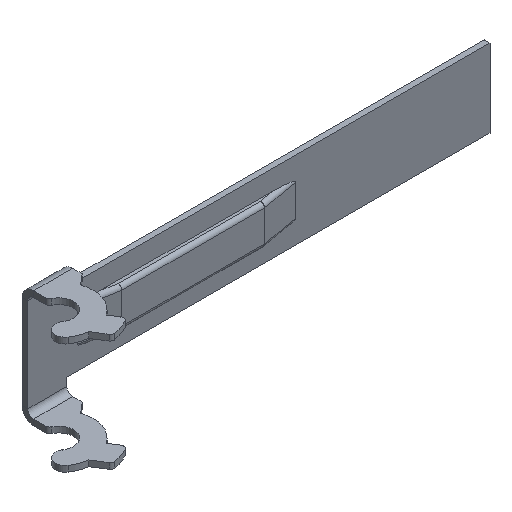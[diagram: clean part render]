
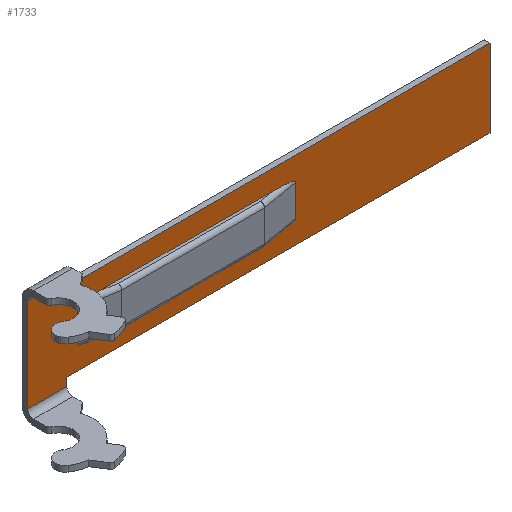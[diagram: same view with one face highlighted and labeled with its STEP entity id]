
A CAD part, isometric view. The second image highlights one B-rep face of the part: STEP entity #1733.
In plain terms, the highlighted planar face has unit normal (0, -1, 0).
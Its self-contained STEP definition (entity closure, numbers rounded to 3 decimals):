
#67=DIRECTION('',(1.,0.,0.));
#68=VECTOR('',#67,2.);
#69=CARTESIAN_POINT('',(0.2,1.79,-2.4));
#70=LINE('',#69,#68);
#274=DIRECTION('',(0.,0.,-1.));
#275=VECTOR('',#274,4.8);
#276=CARTESIAN_POINT('',(0.2,1.79,2.4));
#277=LINE('',#276,#275);
#295=DIRECTION('',(1.,0.,0.));
#296=VECTOR('',#295,2.);
#297=CARTESIAN_POINT('',(0.2,1.79,2.4));
#298=LINE('',#297,#296);
#498=DIRECTION('',(0.,0.,-1.));
#499=VECTOR('',#498,0.4);
#500=CARTESIAN_POINT('',(2.2,1.79,2.4));
#501=LINE('',#500,#499);
#502=DIRECTION('',(-1.,0.,0.));
#503=VECTOR('',#502,21.709);
#504=CARTESIAN_POINT('',(23.909,1.79,2.));
#505=LINE('',#504,#503);
#506=DIRECTION('',(0.,0.,-1.));
#507=VECTOR('',#506,4.);
#508=CARTESIAN_POINT('',(23.909,1.79,2.));
#509=LINE('',#508,#507);
#510=DIRECTION('',(-1.,0.,0.));
#511=VECTOR('',#510,21.709);
#512=CARTESIAN_POINT('',(23.909,1.79,-2.));
#513=LINE('',#512,#511);
#514=DIRECTION('',(0.,0.,1.));
#515=VECTOR('',#514,0.4);
#516=CARTESIAN_POINT('',(2.2,1.79,-2.4));
#517=LINE('',#516,#515);
#518=DIRECTION('',(1.,0.,0.));
#519=VECTOR('',#518,8.886);
#520=CARTESIAN_POINT('',(3.897,1.79,1.));
#521=LINE('',#520,#519);
#522=DIRECTION('',(0.,0.,1.));
#523=VECTOR('',#522,1.6);
#524=CARTESIAN_POINT('',(2.746,1.79,-0.8));
#525=LINE('',#524,#523);
#526=DIRECTION('',(1.,0.,0.));
#527=VECTOR('',#526,8.886);
#528=CARTESIAN_POINT('',(3.897,1.79,-1.));
#529=LINE('',#528,#527);
#530=DIRECTION('',(0.,0.,1.));
#531=VECTOR('',#530,1.6);
#532=CARTESIAN_POINT('',(13.935,1.79,-0.8));
#533=LINE('',#532,#531);
#562=CARTESIAN_POINT('',(12.783,1.79,1.));
#563=CARTESIAN_POINT('',(12.896,1.79,1.));
#564=CARTESIAN_POINT('',(13.061,1.79,0.996));
#565=CARTESIAN_POINT('',(13.272,1.79,0.982));
#566=CARTESIAN_POINT('',(13.426,1.79,0.967));
#567=CARTESIAN_POINT('',(13.575,1.79,0.947));
#568=CARTESIAN_POINT('',(13.693,1.79,0.924));
#569=CARTESIAN_POINT('',(13.782,1.79,0.9));
#570=CARTESIAN_POINT('',(13.845,1.79,0.879));
#571=CARTESIAN_POINT('',(13.893,1.79,0.856));
#572=CARTESIAN_POINT('',(13.923,1.79,0.83));
#573=CARTESIAN_POINT('',(13.935,1.79,0.814));
#574=CARTESIAN_POINT('',(13.935,1.79,0.8));
#592=CARTESIAN_POINT('',(13.935,1.79,-0.8));
#593=CARTESIAN_POINT('',(13.935,1.79,-0.814));
#594=CARTESIAN_POINT('',(13.923,1.79,-0.83));
#595=CARTESIAN_POINT('',(13.893,1.79,-0.856));
#596=CARTESIAN_POINT('',(13.845,1.79,-0.879));
#597=CARTESIAN_POINT('',(13.782,1.79,-0.9));
#598=CARTESIAN_POINT('',(13.693,1.79,-0.924));
#599=CARTESIAN_POINT('',(13.575,1.79,-0.947));
#600=CARTESIAN_POINT('',(13.426,1.79,-0.967));
#601=CARTESIAN_POINT('',(13.272,1.79,-0.982));
#602=CARTESIAN_POINT('',(13.061,1.79,-0.996));
#603=CARTESIAN_POINT('',(12.896,1.79,-1.));
#604=CARTESIAN_POINT('',(12.783,1.79,-1.));
#634=CARTESIAN_POINT('',(3.897,1.79,-1.));
#635=CARTESIAN_POINT('',(3.785,1.79,-1.));
#636=CARTESIAN_POINT('',(3.62,1.79,-0.996));
#637=CARTESIAN_POINT('',(3.408,1.79,-0.982));
#638=CARTESIAN_POINT('',(3.254,1.79,-0.967));
#639=CARTESIAN_POINT('',(3.106,1.79,-0.947));
#640=CARTESIAN_POINT('',(2.988,1.79,-0.924));
#641=CARTESIAN_POINT('',(2.898,1.79,-0.9));
#642=CARTESIAN_POINT('',(2.836,1.79,-0.879));
#643=CARTESIAN_POINT('',(2.788,1.79,-0.856));
#644=CARTESIAN_POINT('',(2.757,1.79,-0.83));
#645=CARTESIAN_POINT('',(2.746,1.79,-0.814));
#646=CARTESIAN_POINT('',(2.746,1.79,-0.8));
#660=CARTESIAN_POINT('',(2.746,1.79,0.8));
#661=CARTESIAN_POINT('',(2.746,1.79,0.814));
#662=CARTESIAN_POINT('',(2.757,1.79,0.83));
#663=CARTESIAN_POINT('',(2.788,1.79,0.856));
#664=CARTESIAN_POINT('',(2.836,1.79,0.879));
#665=CARTESIAN_POINT('',(2.898,1.79,0.9));
#666=CARTESIAN_POINT('',(2.988,1.79,0.924));
#667=CARTESIAN_POINT('',(3.106,1.79,0.947));
#668=CARTESIAN_POINT('',(3.254,1.79,0.967));
#669=CARTESIAN_POINT('',(3.408,1.79,0.982));
#670=CARTESIAN_POINT('',(3.62,1.79,0.996));
#671=CARTESIAN_POINT('',(3.785,1.79,1.));
#672=CARTESIAN_POINT('',(3.897,1.79,1.));
#798=CARTESIAN_POINT('',(23.909,1.79,2.));
#799=CARTESIAN_POINT('',(2.2,1.79,2.));
#800=VERTEX_POINT('',#798);
#801=VERTEX_POINT('',#799);
#802=CARTESIAN_POINT('',(23.909,1.79,-2.));
#803=CARTESIAN_POINT('',(2.2,1.79,-2.));
#804=VERTEX_POINT('',#802);
#805=VERTEX_POINT('',#803);
#818=CARTESIAN_POINT('',(2.2,1.79,2.4));
#819=VERTEX_POINT('',#818);
#840=CARTESIAN_POINT('',(0.2,1.79,2.4));
#841=VERTEX_POINT('',#840);
#862=CARTESIAN_POINT('',(0.2,1.79,-2.4));
#863=VERTEX_POINT('',#862);
#864=CARTESIAN_POINT('',(2.2,1.79,-2.4));
#865=VERTEX_POINT('',#864);
#902=CARTESIAN_POINT('',(12.783,1.79,1.));
#903=VERTEX_POINT('',#902);
#904=CARTESIAN_POINT('',(13.935,1.79,0.8));
#905=VERTEX_POINT('',#904);
#906=CARTESIAN_POINT('',(3.897,1.79,1.));
#907=VERTEX_POINT('',#906);
#908=CARTESIAN_POINT('',(2.746,1.79,0.8));
#909=VERTEX_POINT('',#908);
#918=CARTESIAN_POINT('',(3.897,1.79,-1.));
#919=VERTEX_POINT('',#918);
#920=CARTESIAN_POINT('',(2.746,1.79,-0.8));
#921=VERTEX_POINT('',#920);
#922=CARTESIAN_POINT('',(12.783,1.79,-1.));
#923=VERTEX_POINT('',#922);
#924=CARTESIAN_POINT('',(13.935,1.79,-0.8));
#925=VERTEX_POINT('',#924);
#1700=CARTESIAN_POINT('',(23.909,1.79,2.7));
#1701=DIRECTION('',(0.,1.,0.));
#1702=DIRECTION('',(-1.,0.,0.));
#1703=AXIS2_PLACEMENT_3D('',#1700,#1701,#1702);
#1704=PLANE('',#1703);
#1705=ORIENTED_EDGE('',*,*,#1032,.T.);
#1706=ORIENTED_EDGE('',*,*,#1047,.F.);
#1707=ORIENTED_EDGE('',*,*,#1060,.T.);
#1708=ORIENTED_EDGE('',*,*,#1075,.T.);
#1709=ORIENTED_EDGE('',*,*,#1089,.F.);
#1710=ORIENTED_EDGE('',*,*,#1119,.F.);
#1711=ORIENTED_EDGE('',*,*,#1399,.F.);
#1712=ORIENTED_EDGE('',*,*,#1429,.T.);
#1713=EDGE_LOOP('',(#1705,#1706,#1707,#1708,#1709,#1710,#1711,#1712));
#1714=FACE_OUTER_BOUND('',#1713,.F.);
#1716=ORIENTED_EDGE('',*,*,#1715,.F.);
#1718=ORIENTED_EDGE('',*,*,#1717,.F.);
#1720=ORIENTED_EDGE('',*,*,#1719,.F.);
#1722=ORIENTED_EDGE('',*,*,#1721,.F.);
#1724=ORIENTED_EDGE('',*,*,#1723,.T.);
#1726=ORIENTED_EDGE('',*,*,#1725,.F.);
#1728=ORIENTED_EDGE('',*,*,#1727,.T.);
#1730=ORIENTED_EDGE('',*,*,#1729,.F.);
#1731=EDGE_LOOP('',(#1716,#1718,#1720,#1722,#1724,#1726,#1728,#1730));
#1732=FACE_BOUND('',#1731,.F.);
#575=B_SPLINE_CURVE_WITH_KNOTS('',3,(#562,#563,#564,#565,#566,#567,#568,#569,
#570,#571,#572,#573,#574),.UNSPECIFIED.,.F.,.F.,(4,1,1,1,1,1,1,1,1,1,4),(0.,
0.25,0.375,0.5,0.625,0.75,0.813,0.875,0.938,0.969,1.),
.UNSPECIFIED.);
#605=B_SPLINE_CURVE_WITH_KNOTS('',3,(#592,#593,#594,#595,#596,#597,#598,#599,
#600,#601,#602,#603,#604),.UNSPECIFIED.,.F.,.F.,(4,1,1,1,1,1,1,1,1,1,4),(0.,
0.031,0.063,0.125,0.188,0.25,0.375,0.5,0.625,0.75,1.),
.UNSPECIFIED.);
#647=B_SPLINE_CURVE_WITH_KNOTS('',3,(#634,#635,#636,#637,#638,#639,#640,#641,
#642,#643,#644,#645,#646),.UNSPECIFIED.,.F.,.F.,(4,1,1,1,1,1,1,1,1,1,4),(0.,
0.25,0.375,0.5,0.625,0.75,0.813,0.875,0.938,0.969,1.),
.UNSPECIFIED.);
#673=B_SPLINE_CURVE_WITH_KNOTS('',3,(#660,#661,#662,#663,#664,#665,#666,#667,
#668,#669,#670,#671,#672),.UNSPECIFIED.,.F.,.F.,(4,1,1,1,1,1,1,1,1,1,4),(0.,
0.031,0.063,0.125,0.188,0.25,0.375,0.5,0.625,0.75,1.),
.UNSPECIFIED.);
#1032=EDGE_CURVE('',#819,#801,#501,.T.);
#1047=EDGE_CURVE('',#800,#801,#505,.T.);
#1060=EDGE_CURVE('',#800,#804,#509,.T.);
#1075=EDGE_CURVE('',#804,#805,#513,.T.);
#1089=EDGE_CURVE('',#865,#805,#517,.T.);
#1119=EDGE_CURVE('',#863,#865,#70,.T.);
#1399=EDGE_CURVE('',#841,#863,#277,.T.);
#1429=EDGE_CURVE('',#841,#819,#298,.T.);
#1715=EDGE_CURVE('',#907,#903,#521,.T.);
#1717=EDGE_CURVE('',#909,#907,#673,.T.);
#1719=EDGE_CURVE('',#921,#909,#525,.T.);
#1721=EDGE_CURVE('',#919,#921,#647,.T.);
#1723=EDGE_CURVE('',#919,#923,#529,.T.);
#1725=EDGE_CURVE('',#925,#923,#605,.T.);
#1727=EDGE_CURVE('',#925,#905,#533,.T.);
#1729=EDGE_CURVE('',#903,#905,#575,.T.);
#1733=ADVANCED_FACE('',(#1714,#1732),#1704,.F.);
